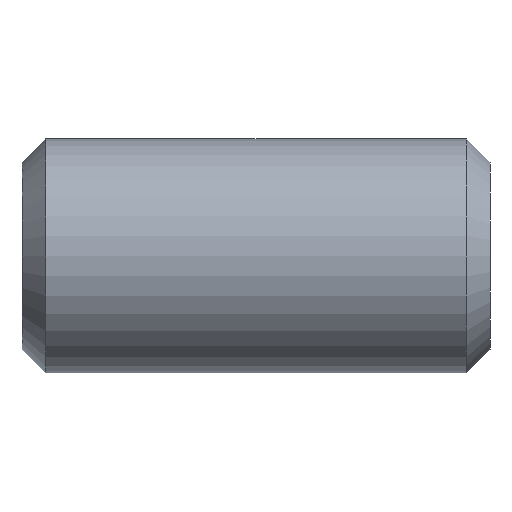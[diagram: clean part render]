
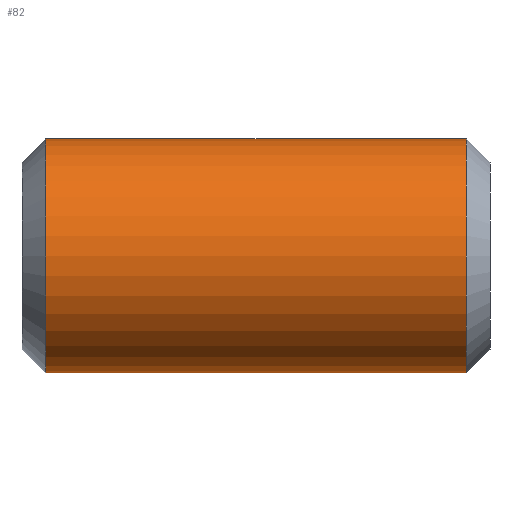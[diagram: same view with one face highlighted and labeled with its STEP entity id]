
A CAD part, front view. The second image highlights one B-rep face of the part: STEP entity #82.
In plain terms, the highlighted cylindrical face has radius 1.5 mm (diameter 3 mm), a full revolution.
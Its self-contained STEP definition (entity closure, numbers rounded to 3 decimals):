
#82 = ADVANCED_FACE( '', ( #105, #106 ), #107, .T. );
#105 = FACE_OUTER_BOUND( '', #133, .T. );
#106 = FACE_OUTER_BOUND( '', #134, .T. );
#107 = CYLINDRICAL_SURFACE( '', #135, 1.5 );
#133 = EDGE_LOOP( '', ( #189 ) );
#134 = EDGE_LOOP( '', ( #190 ) );
#135 = AXIS2_PLACEMENT_3D( '', #191, #192, #193 );
#189 = ORIENTED_EDGE( '', *, *, #240, .F. );
#190 = ORIENTED_EDGE( '', *, *, #224, .T. );
#191 = CARTESIAN_POINT( '', ( 6., 0., 0. ) );
#192 = DIRECTION( '', ( -1., 0., 0. ) );
#193 = DIRECTION( '', ( 0., 0., -1. ) );
#224 = EDGE_CURVE( '', #246, #246, #247, .T. );
#240 = EDGE_CURVE( '', #275, #275, #276, .T. );
#246 = VERTEX_POINT( '', #284 );
#247 = CIRCLE( '', #285, 1.5 );
#275 = VERTEX_POINT( '', #326 );
#276 = CIRCLE( '', #327, 1.5 );
#284 = CARTESIAN_POINT( '', ( 0.307, 0., -1.5 ) );
#285 = AXIS2_PLACEMENT_3D( '', #340, #341, #342 );
#326 = CARTESIAN_POINT( '', ( 5.694, 0., -1.5 ) );
#327 = AXIS2_PLACEMENT_3D( '', #362, #363, #364 );
#340 = CARTESIAN_POINT( '', ( 0.307, 0., 0. ) );
#341 = DIRECTION( '', ( 1., 0., 0. ) );
#342 = DIRECTION( '', ( 0., 0., -1. ) );
#362 = CARTESIAN_POINT( '', ( 5.694, 0., 0. ) );
#363 = DIRECTION( '', ( 1., 0., 0. ) );
#364 = DIRECTION( '', ( 0., 0., -1. ) );
